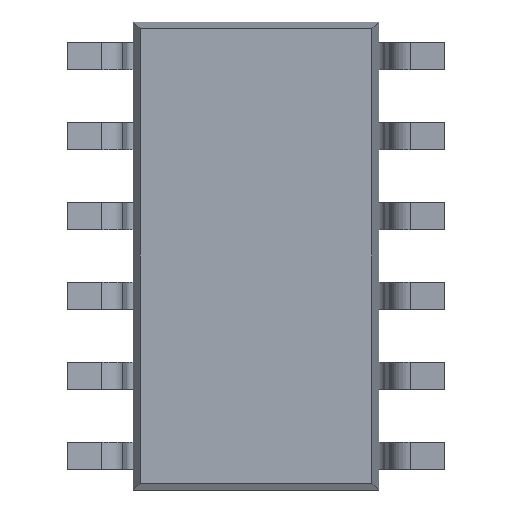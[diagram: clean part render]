
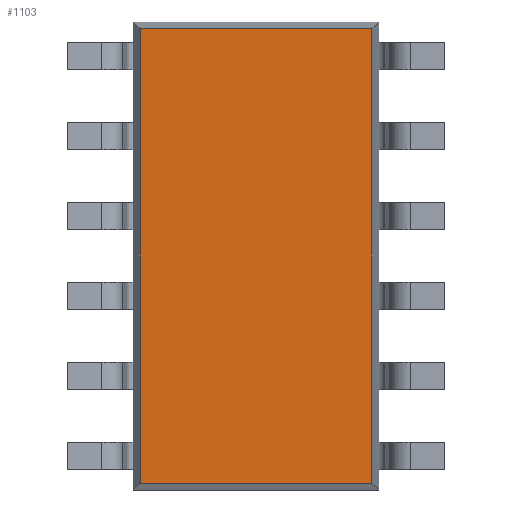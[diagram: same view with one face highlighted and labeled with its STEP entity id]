
A CAD part, front view. The second image highlights one B-rep face of the part: STEP entity #1103.
In plain terms, the highlighted planar face has unit normal (0, -1, 0).
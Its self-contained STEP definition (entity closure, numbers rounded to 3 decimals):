
#127 = DIRECTION ( 'NONE',  ( -1., 0., 0. ) ) ;
#630 = VERTEX_POINT ( 'NONE', #5757 ) ;
#647 = EDGE_CURVE ( 'NONE', #1606, #630, #4239, .T. ) ;
#1103 = ADVANCED_FACE ( 'NONE', ( #6054 ), #5960, .F. ) ;
#1108 = EDGE_LOOP ( 'NONE', ( #1767, #3151, #6134, #1803 ) ) ;
#1159 = DIRECTION ( 'NONE',  ( 0., 0., -1. ) ) ;
#1257 = LINE ( 'NONE', #6254, #6402 ) ;
#1269 = CARTESIAN_POINT ( 'NONE',  ( -1.84, 0.36, 3.61 ) ) ;
#1517 = DIRECTION ( 'NONE',  ( 0., 0., 1. ) ) ;
#1538 = VERTEX_POINT ( 'NONE', #2670 ) ;
#1606 = VERTEX_POINT ( 'NONE', #1269 ) ;
#1767 = ORIENTED_EDGE ( 'NONE', *, *, #647, .T. ) ;
#1803 = ORIENTED_EDGE ( 'NONE', *, *, #5167, .T. ) ;
#1941 = CARTESIAN_POINT ( 'NONE',  ( 0., 0.36, 0. ) ) ;
#2090 = LINE ( 'NONE', #4049, #6024 ) ;
#2515 = VERTEX_POINT ( 'NONE', #3588 ) ;
#2670 = CARTESIAN_POINT ( 'NONE',  ( 1.84, 0.36, 3.61 ) ) ;
#2704 = CARTESIAN_POINT ( 'NONE',  ( -1.84, 0.36, 0. ) ) ;
#2961 = VECTOR ( 'NONE', #6174, 1000. ) ;
#3040 = EDGE_CURVE ( 'NONE', #630, #2515, #4982, .T. ) ;
#3074 = DIRECTION ( 'NONE',  ( 0., 0., 1. ) ) ;
#3151 = ORIENTED_EDGE ( 'NONE', *, *, #3040, .T. ) ;
#3588 = CARTESIAN_POINT ( 'NONE',  ( 1.84, 0.36, -3.61 ) ) ;
#3765 = EDGE_CURVE ( 'NONE', #2515, #1538, #2090, .T. ) ;
#4011 = AXIS2_PLACEMENT_3D ( 'NONE', #1941, #4585, #1517 ) ;
#4049 = CARTESIAN_POINT ( 'NONE',  ( 1.84, 0.36, 0. ) ) ;
#4239 = LINE ( 'NONE', #2704, #5139 ) ;
#4520 = CARTESIAN_POINT ( 'NONE',  ( 0., 0.36, -3.61 ) ) ;
#4585 = DIRECTION ( 'NONE',  ( 0., 1., 0. ) ) ;
#4982 = LINE ( 'NONE', #4520, #2961 ) ;
#5139 = VECTOR ( 'NONE', #1159, 1000. ) ;
#5167 = EDGE_CURVE ( 'NONE', #1538, #1606, #1257, .T. ) ;
#5757 = CARTESIAN_POINT ( 'NONE',  ( -1.84, 0.36, -3.61 ) ) ;
#5960 = PLANE ( 'NONE',  #4011 ) ;
#6024 = VECTOR ( 'NONE', #3074, 1000. ) ;
#6054 = FACE_OUTER_BOUND ( 'NONE', #1108, .T. ) ;
#6134 = ORIENTED_EDGE ( 'NONE', *, *, #3765, .T. ) ;
#6174 = DIRECTION ( 'NONE',  ( 1., 0., 0. ) ) ;
#6254 = CARTESIAN_POINT ( 'NONE',  ( 0., 0.36, 3.61 ) ) ;
#6402 = VECTOR ( 'NONE', #127, 1000. ) ;
